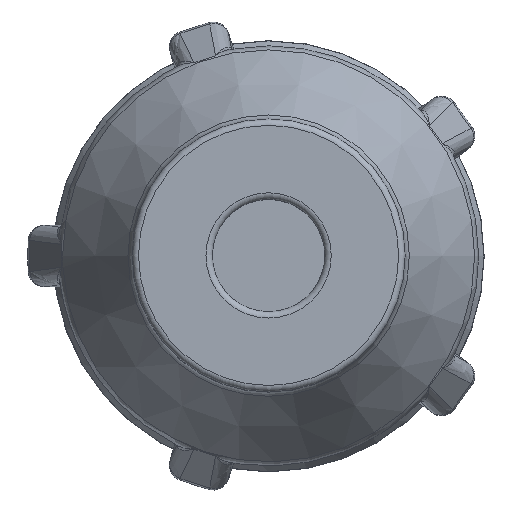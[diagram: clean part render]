
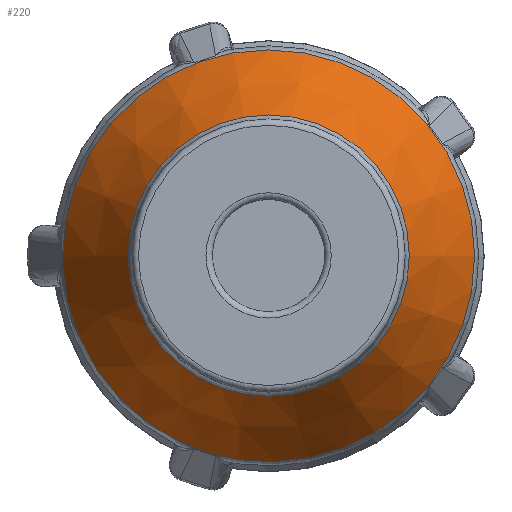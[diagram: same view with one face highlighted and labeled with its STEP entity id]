
A CAD part, top view. The second image highlights one B-rep face of the part: STEP entity #220.
In plain terms, the highlighted conical face has half-angle 29.512 degrees and reference radius 13.368 mm.
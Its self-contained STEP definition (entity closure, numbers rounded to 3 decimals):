
#220 = ADVANCED_FACE( '', ( #511, #512 ), #513, .T. );
#511 = FACE_BOUND( '', #2491, .T. );
#512 = FACE_OUTER_BOUND( '', #2492, .T. );
#513 = CONICAL_SURFACE( '', #2493, 13.368, 0.515 );
#2491 = EDGE_LOOP( '', ( #5582 ) );
#2492 = EDGE_LOOP( '', ( #5583 ) );
#2493 = AXIS2_PLACEMENT_3D( '', #5584, #5585, #5586 );
#5582 = ORIENTED_EDGE( '', *, *, #6234, .T. );
#5583 = ORIENTED_EDGE( '', *, *, #6235, .T. );
#5584 = CARTESIAN_POINT( '', ( 0., 0., 14.982 ) );
#5585 = DIRECTION( '', ( 0., 0., -1. ) );
#5586 = DIRECTION( '', ( -1., 0., 0. ) );
#6234 = EDGE_CURVE( '', #6695, #6695, #6696, .T. );
#6235 = EDGE_CURVE( '', #6697, #6697, #6698, .T. );
#6695 = VERTEX_POINT( '', #8550 );
#6696 = CIRCLE( '', #8551, 8.759 );
#6697 = VERTEX_POINT( '', #8552 );
#6698 = CIRCLE( '', #8553, 12.827 );
#8550 = CARTESIAN_POINT( '', ( -8.759, 0., 23.123 ) );
#8551 = AXIS2_PLACEMENT_3D( '', #9641, #9642, #9643 );
#8552 = CARTESIAN_POINT( '', ( 12.827, 0., 15.937 ) );
#8553 = AXIS2_PLACEMENT_3D( '', #9644, #9645, #9646 );
#9641 = CARTESIAN_POINT( '', ( 0., 0., 23.123 ) );
#9642 = DIRECTION( '', ( 0., 0., -1. ) );
#9643 = DIRECTION( '', ( -1., 0., 0. ) );
#9644 = CARTESIAN_POINT( '', ( 0., 0., 15.937 ) );
#9645 = DIRECTION( '', ( 0., 0., 1. ) );
#9646 = DIRECTION( '', ( 1., 0., 0. ) );
